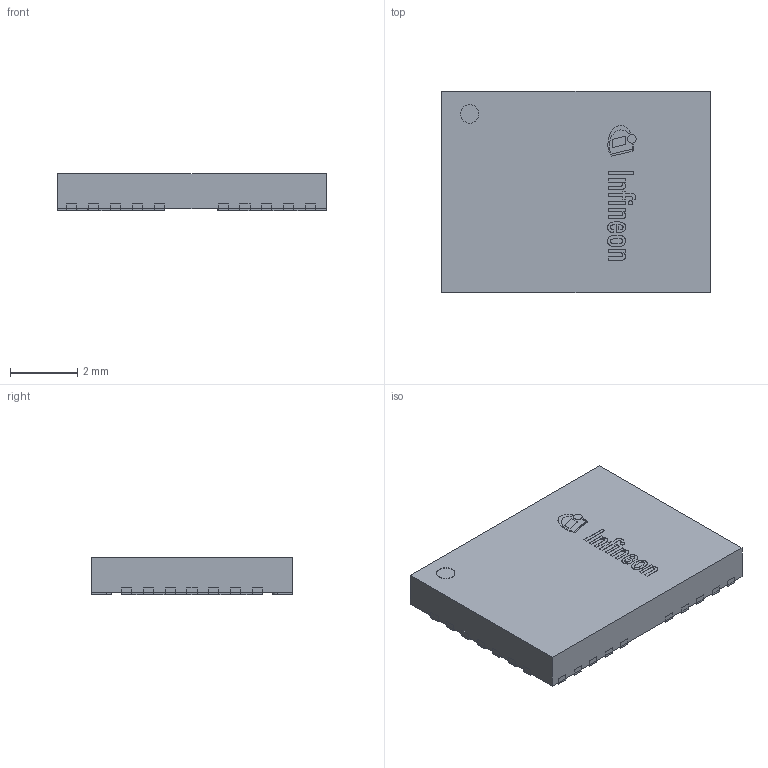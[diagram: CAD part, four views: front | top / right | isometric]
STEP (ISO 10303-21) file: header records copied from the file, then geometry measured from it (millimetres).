
FILE_DESCRIPTION(/* description */ (''),/* implementation_level */ '2;1');
FILE_NAME(/* name */ 'PG-TIQFN-32-1_Z8B00251202_V02_3D.stp',/* time_stamp */ '2024-03-05T18:42:38+05:00',/* author */ ('sivamani'),/* organization */ (''),/* preprocessor_version */ 'ST-DEVELOPER v16.13',/* originating_system */ 'AutoCAD Mechanical',/* authorisation */ '');
FILE_SCHEMA (('AUTOMOTIVE_DESIGN { 1 0 10303 214 3 1 1 }'));
Length unit declared in the file: millimetre
Products named in the file (1): Product
Bounding box: 8 x 6 x 1.11 mm (x, y, z)
Surface area: 191.5 mm2
Topology: 34 solids, 34 shells, 297 faces, 684 edges, 456 vertices
Faces by surface type: plane 256, cylinder 23, bspline 18
Full cylindrical faces by diameter (mm): 0.126 x1, 0.26 x1, 0.55 x2
Entity records: 8449 total; most frequent: CARTESIAN_POINT 1804, ORIENTED_EDGE 1360, DIRECTION 1250, EDGE_CURVE 680, LINE 598, VECTOR 598, VERTEX_POINT 456, AXIS2_PLACEMENT_3D 326
